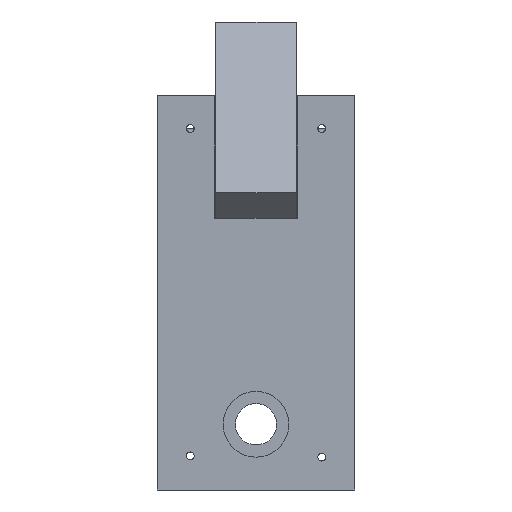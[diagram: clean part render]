
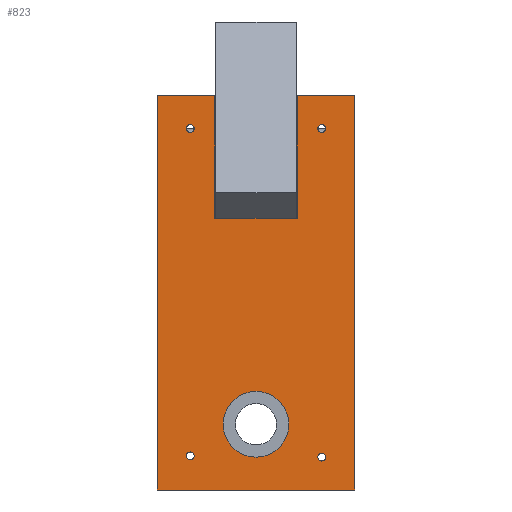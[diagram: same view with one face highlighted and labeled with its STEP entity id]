
A CAD part, left-side view. The second image highlights one B-rep face of the part: STEP entity #823.
In plain terms, the highlighted planar face has unit normal (-1, 0, 0).
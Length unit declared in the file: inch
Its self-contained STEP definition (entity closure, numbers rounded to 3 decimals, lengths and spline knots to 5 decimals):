
#43=FACE_BOUND('',#176,.T.);
#44=FACE_BOUND('',#177,.T.);
#45=FACE_BOUND('',#178,.T.);
#46=FACE_BOUND('',#179,.T.);
#47=FACE_BOUND('',#180,.T.);
#88=PLANE('',#944);
#125=FACE_OUTER_BOUND('',#175,.T.);
#175=EDGE_LOOP('',(#668,#669,#670,#671,#672,#673,#674,#675));
#176=EDGE_LOOP('',(#676));
#177=EDGE_LOOP('',(#677));
#178=EDGE_LOOP('',(#678));
#179=EDGE_LOOP('',(#679));
#180=EDGE_LOOP('',(#680));
#237=LINE('',#1445,#305);
#241=LINE('',#1456,#309);
#243=LINE('',#1462,#311);
#244=LINE('',#1465,#312);
#247=LINE('',#1471,#315);
#248=LINE('',#1473,#316);
#249=LINE('',#1475,#317);
#250=LINE('',#1476,#318);
#305=VECTOR('',#1103,0.3937);
#309=VECTOR('',#1111,0.3937);
#311=VECTOR('',#1119,0.3937);
#312=VECTOR('',#1122,0.3937);
#315=VECTOR('',#1127,0.3937);
#316=VECTOR('',#1128,0.3937);
#317=VECTOR('',#1129,0.3937);
#318=VECTOR('',#1130,0.3937);
#355=CIRCLE('',#925,0.0296);
#357=CIRCLE('',#928,0.0296);
#359=CIRCLE('',#931,0.0296);
#361=CIRCLE('',#934,0.0296);
#367=CIRCLE('',#945,0.25);
#404=VERTEX_POINT('',#1321);
#406=VERTEX_POINT('',#1327);
#410=VERTEX_POINT('',#1380);
#412=VERTEX_POINT('',#1386);
#418=VERTEX_POINT('',#1442);
#419=VERTEX_POINT('',#1444);
#423=VERTEX_POINT('',#1453);
#424=VERTEX_POINT('',#1455);
#426=VERTEX_POINT('',#1464);
#428=VERTEX_POINT('',#1470);
#429=VERTEX_POINT('',#1472);
#430=VERTEX_POINT('',#1474);
#431=VERTEX_POINT('',#1477);
#487=EDGE_CURVE('',#404,#404,#355,.F.);
#490=EDGE_CURVE('',#406,#406,#357,.F.);
#496=EDGE_CURVE('',#410,#410,#359,.F.);
#499=EDGE_CURVE('',#412,#412,#361,.F.);
#507=EDGE_CURVE('',#419,#418,#237,.T.);
#512=EDGE_CURVE('',#424,#423,#241,.T.);
#516=EDGE_CURVE('',#418,#424,#243,.T.);
#517=EDGE_CURVE('',#419,#426,#244,.T.);
#520=EDGE_CURVE('',#428,#423,#247,.T.);
#521=EDGE_CURVE('',#429,#428,#248,.T.);
#522=EDGE_CURVE('',#430,#429,#249,.T.);
#523=EDGE_CURVE('',#426,#430,#250,.T.);
#524=EDGE_CURVE('',#431,#431,#367,.T.);
#668=ORIENTED_EDGE('',*,*,#507,.T.);
#669=ORIENTED_EDGE('',*,*,#516,.T.);
#670=ORIENTED_EDGE('',*,*,#512,.T.);
#671=ORIENTED_EDGE('',*,*,#520,.F.);
#672=ORIENTED_EDGE('',*,*,#521,.F.);
#673=ORIENTED_EDGE('',*,*,#522,.F.);
#674=ORIENTED_EDGE('',*,*,#523,.F.);
#675=ORIENTED_EDGE('',*,*,#517,.F.);
#676=ORIENTED_EDGE('',*,*,#487,.T.);
#677=ORIENTED_EDGE('',*,*,#490,.T.);
#678=ORIENTED_EDGE('',*,*,#496,.T.);
#679=ORIENTED_EDGE('',*,*,#499,.T.);
#680=ORIENTED_EDGE('',*,*,#524,.T.);
#823=ADVANCED_FACE('',(#125,#43,#44,#45,#46,#47),#88,.F.);
#925=AXIS2_PLACEMENT_3D('',#1322,#1070,#1071);
#928=AXIS2_PLACEMENT_3D('',#1328,#1077,#1078);
#931=AXIS2_PLACEMENT_3D('',#1381,#1085,#1086);
#934=AXIS2_PLACEMENT_3D('',#1387,#1092,#1093);
#944=AXIS2_PLACEMENT_3D('',#1469,#1125,#1126);
#945=AXIS2_PLACEMENT_3D('',#1478,#1131,#1132);
#1070=DIRECTION('center_axis',(-1.,0.,0.));
#1071=DIRECTION('ref_axis',(0.,-1.,0.));
#1077=DIRECTION('center_axis',(-1.,0.,0.));
#1078=DIRECTION('ref_axis',(0.,-1.,0.));
#1085=DIRECTION('center_axis',(-1.,0.,0.));
#1086=DIRECTION('ref_axis',(0.,-1.,0.));
#1092=DIRECTION('center_axis',(-1.,0.,0.));
#1093=DIRECTION('ref_axis',(0.,-1.,0.));
#1103=DIRECTION('',(0.,0.,-1.));
#1111=DIRECTION('',(0.,0.,1.));
#1119=DIRECTION('',(0.,1.,0.));
#1122=DIRECTION('',(0.,-1.,0.));
#1125=DIRECTION('center_axis',(1.,0.,0.));
#1126=DIRECTION('ref_axis',(0.,1.,0.));
#1127=DIRECTION('',(0.,-1.,0.));
#1128=DIRECTION('',(0.,0.,1.));
#1129=DIRECTION('',(0.,1.,0.));
#1130=DIRECTION('',(0.,0.,-1.));
#1131=DIRECTION('center_axis',(1.,0.,0.));
#1132=DIRECTION('ref_axis',(0.,1.,0.));
#1321=CARTESIAN_POINT('',(0.,0.2796,0.25));
#1322=CARTESIAN_POINT('Origin',(0.,0.25,0.25));
#1327=CARTESIAN_POINT('',(0.,1.2796,2.75));
#1328=CARTESIAN_POINT('Origin',(0.,1.25,2.75));
#1380=CARTESIAN_POINT('',(0.,1.2796,0.25962));
#1381=CARTESIAN_POINT('Origin',(0.,1.25,0.25962));
#1386=CARTESIAN_POINT('',(0.,0.2796,2.75));
#1387=CARTESIAN_POINT('Origin',(0.,0.25,2.75));
#1442=CARTESIAN_POINT('',(0.,0.437,2.06598));
#1444=CARTESIAN_POINT('',(0.,0.437,3.));
#1445=CARTESIAN_POINT('',(0.,0.437,2.0625));
#1453=CARTESIAN_POINT('',(0.,1.063,3.));
#1455=CARTESIAN_POINT('',(0.,1.063,2.06598));
#1456=CARTESIAN_POINT('',(0.,1.063,2.0625));
#1462=CARTESIAN_POINT('',(0.,0.75,2.06598));
#1464=CARTESIAN_POINT('',(0.,0.,3.));
#1465=CARTESIAN_POINT('',(0.,1.5,3.));
#1469=CARTESIAN_POINT('Origin',(0.,0.75,1.5));
#1470=CARTESIAN_POINT('',(0.,1.5,3.));
#1471=CARTESIAN_POINT('',(0.,1.5,3.));
#1472=CARTESIAN_POINT('',(0.,1.5,0.));
#1473=CARTESIAN_POINT('',(0.,1.5,0.));
#1474=CARTESIAN_POINT('',(0.,0.,0.));
#1475=CARTESIAN_POINT('',(0.,0.,0.));
#1476=CARTESIAN_POINT('',(0.,0.,3.));
#1477=CARTESIAN_POINT('',(0.,0.5,0.5));
#1478=CARTESIAN_POINT('Origin',(0.,0.75,0.5));
